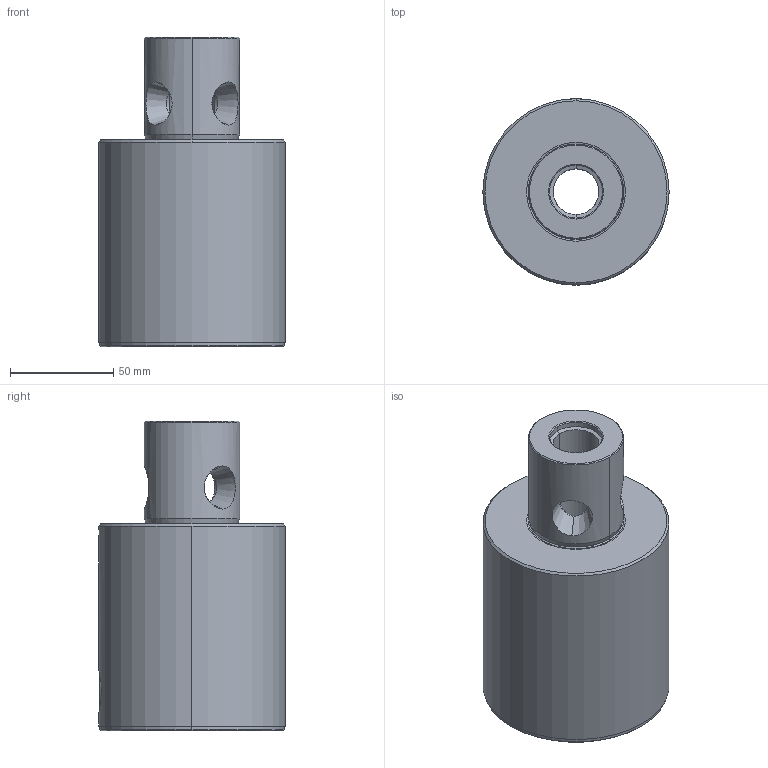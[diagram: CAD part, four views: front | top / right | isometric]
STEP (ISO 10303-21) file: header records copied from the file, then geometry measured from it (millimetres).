
FILE_DESCRIPTION(('no description'),'unknown implementation level');
FILE_NAME('FE4B8615-7891-4054-B572-0D35DEEFA946_export.stp',' ',('CIMSOURCE GmbH'),('CADClick - KiM GmbH - www.kimweb.de'),'unknown preprocess','ACIS','unknown authorization');
FILE_SCHEMA(('automotive_design'));
Length unit declared in the file: millimetre
Products named in the file (2): 331.775N Kaiser CKN7 X CKN7 X 100|690.437 Kaiser ETL M20 X 29 CK7_Standard;NONE; 331.775N Kaiser CKN7 X CKN7 X 100|331.775N Kaiser CKN7 X CKN7 X 100_Standard;NONE
Bounding box: 90 x 90 x 149.7 mm (x, y, z)
Volume: 551786.5 mm3; surface area: 67702.5 mm2
Topology: 2 solids, 2 shells, 129 faces, 302 edges, 178 vertices
Faces by surface type: cone 50, cylinder 42, plane 31, torus 6
Entity records: 7980 total; most frequent: CARTESIAN_POINT 1572, DIRECTION 646, STYLED_ITEM 607, PRESENTATION_STYLE_ASSIGNMENT 607, COLOUR_RGB 607, ORIENTED_EDGE 596, EDGE_CURVE 298, CURVE_STYLE 298
